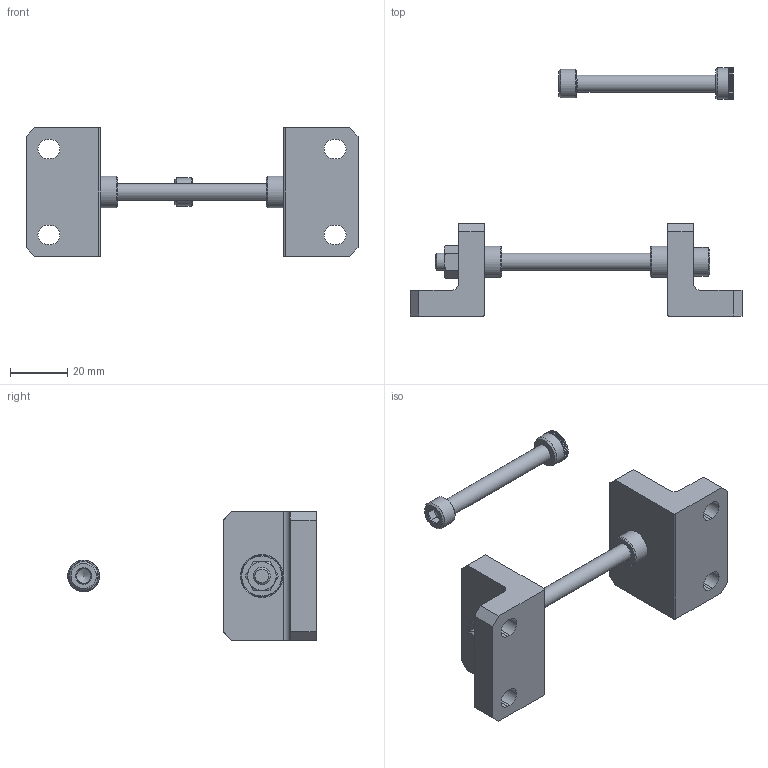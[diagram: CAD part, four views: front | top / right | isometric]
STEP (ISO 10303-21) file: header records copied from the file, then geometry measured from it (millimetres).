
FILE_DESCRIPTION(/* description */ ('STEP AP214'),/* implementation_level */ '2;1');
FILE_NAME(/* name */ '8069015_DAMH-L8-32-PL-1',/* time_stamp */ '2024-08-13T14:54:07+02:00',/* author */ ('License CC BY-ND 4.0'),/* organization */ ('CADENAS'),/* preprocessor_version */ 'ST-DEVELOPER v19.3',/* originating_system */ 'PARTsolutions',/* authorisation */ ' ');
FILE_SCHEMA (('AUTOMOTIVE_DESIGN {1 0 10303 214 3 1 1}'));
Length unit declared in the file: millimetre
Products named in the file (7): 8069015 DAMH-L8-32-PL-1; 4326609 DAMH-L8-32-PL-1_P; ISO-4762 M6x55; 4326682 DAMH-L8-32/40-PL-1_KN; 4326682 DAMH-L8-32/40-PL-1_S; ISO-4762 M6x90; ISO 4032 - M6(F)
Assembly tree (8 placements, depth 2):
  8069015 DAMH-L8-32-PL-1
    4326609 DAMH-L8-32-PL-1_P  x2
    ISO-4762 M6x55
    4326682 DAMH-L8-32/40-PL-1_KN
    4326682 DAMH-L8-32/40-PL-1_S  x2
    ISO-4762 M6x90
    ISO 4032 - M6(F)
Bounding box: 116 x 86.79 x 45 mm (x, y, z)
Volume: 43959.6 mm3; surface area: 19244.7 mm2
Topology: 8 solids, 8 shells, 420 faces, 1019 edges, 619 vertices
Faces by surface type: plane 336, cone 45, cylinder 31, torus 8
Full cylindrical faces by diameter (mm): 4.917 x2, 6 x2, 6.8 x2, 10 x2, 11 x5, 14.4 x2, 15 x2
Entity records: 10947 total; most frequent: CARTESIAN_POINT 1950, DIRECTION 1850, ORIENTED_EDGE 1770, EDGE_CURVE 885, LINE 628, VECTOR 628, AXIS2_PLACEMENT_3D 611, VERTEX_POINT 555
